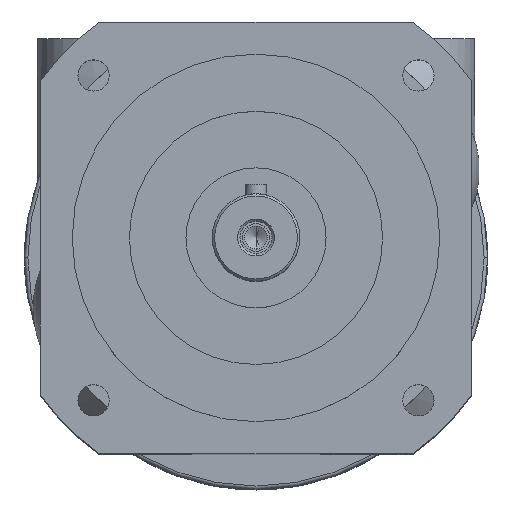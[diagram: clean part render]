
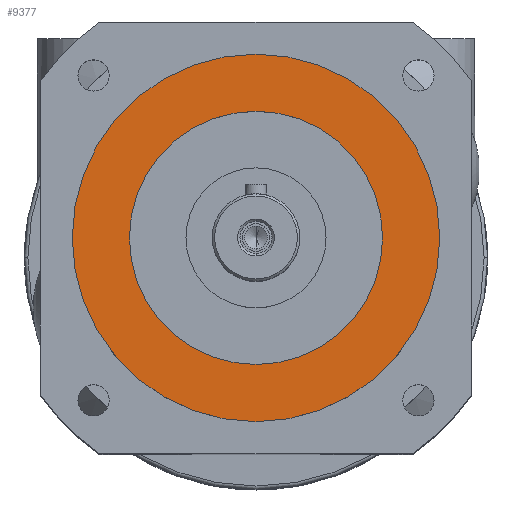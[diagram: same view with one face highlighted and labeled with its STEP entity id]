
A CAD part, top view. The second image highlights one B-rep face of the part: STEP entity #9377.
In plain terms, the highlighted face is planar.
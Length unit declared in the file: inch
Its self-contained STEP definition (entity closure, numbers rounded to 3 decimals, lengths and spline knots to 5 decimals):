
#6492 = DIRECTION ( 'NONE',  ( 0., 0., 1. ) ) ;
#6493 = DIRECTION ( 'NONE',  ( 0., 1., 0. ) ) ;
#6494 = CARTESIAN_POINT ( 'NONE',  ( 0., 0.90551, 0. ) ) ;
#6495 = AXIS2_PLACEMENT_3D ( 'NONE', #6494, #6493, #6492 ) ;
#6496 = CIRCLE ( 'NONE', #6495, 1.5748 ) ;
#9225 = ORIENTED_EDGE ( 'NONE', *, *, #9226, .T. ) ;
#9226 = EDGE_CURVE ( 'NONE', #13011, #12927, #6496, .T. ) ;
#9264 = ORIENTED_EDGE ( 'NONE', *, *, #13004, .F. ) ;
#9265 = EDGE_LOOP ( 'NONE', ( #9225, #9482 ) ) ;
#9366 = EDGE_LOOP ( 'NONE', ( #9378, #9264 ) ) ;
#9377 = ADVANCED_FACE ( 'NONE', ( #12332, #12181 ), #12192, .T. ) ;
#9378 = ORIENTED_EDGE ( 'NONE', *, *, #9445, .F. ) ;
#9445 = EDGE_CURVE ( 'NONE', #13014, #12994, #14840, .T. ) ;
#9482 = ORIENTED_EDGE ( 'NONE', *, *, #12926, .T. ) ;
#12157 = DIRECTION ( 'NONE',  ( 0., 0., 1. ) ) ;
#12158 = DIRECTION ( 'NONE',  ( 0., 1., 0. ) ) ;
#12159 = AXIS2_PLACEMENT_3D ( 'NONE', #12191, #12158, #12157 ) ;
#12181 = FACE_OUTER_BOUND ( 'NONE', #9265, .T. ) ;
#12191 = CARTESIAN_POINT ( 'NONE',  ( 0., 0.90551, 0. ) ) ;
#12192 = PLANE ( 'NONE',  #12159 ) ;
#12332 = FACE_BOUND ( 'NONE', #9366, .T. ) ;
#12926 = EDGE_CURVE ( 'NONE', #12927, #13011, #16029, .T. ) ;
#12927 = VERTEX_POINT ( 'NONE', #16024 ) ;
#12994 = VERTEX_POINT ( 'NONE', #16141 ) ;
#13004 = EDGE_CURVE ( 'NONE', #12994, #13014, #16177, .T. ) ;
#13011 = VERTEX_POINT ( 'NONE', #16165 ) ;
#13014 = VERTEX_POINT ( 'NONE', #16160 ) ;
#14836 = DIRECTION ( 'NONE',  ( 0., 0., 1. ) ) ;
#14837 = DIRECTION ( 'NONE',  ( 0., 1., 0. ) ) ;
#14838 = CARTESIAN_POINT ( 'NONE',  ( 0., 0.90551, 0. ) ) ;
#14839 = AXIS2_PLACEMENT_3D ( 'NONE', #14838, #14837, #14836 ) ;
#14840 = CIRCLE ( 'NONE', #14839, 1.085 ) ;
#16024 = CARTESIAN_POINT ( 'NONE',  ( 0., 0.90551, 1.5748 ) ) ;
#16025 = DIRECTION ( 'NONE',  ( 0., 0., 1. ) ) ;
#16026 = DIRECTION ( 'NONE',  ( 0., 1., 0. ) ) ;
#16027 = CARTESIAN_POINT ( 'NONE',  ( 0., 0.90551, 0. ) ) ;
#16028 = AXIS2_PLACEMENT_3D ( 'NONE', #16027, #16026, #16025 ) ;
#16029 = CIRCLE ( 'NONE', #16028, 1.5748 ) ;
#16141 = CARTESIAN_POINT ( 'NONE',  ( 0., 0.90551, -1.085 ) ) ;
#16160 = CARTESIAN_POINT ( 'NONE',  ( 0., 0.90551, 1.085 ) ) ;
#16165 = CARTESIAN_POINT ( 'NONE',  ( 0., 0.90551, -1.5748 ) ) ;
#16173 = DIRECTION ( 'NONE',  ( 0., 0., 1. ) ) ;
#16174 = DIRECTION ( 'NONE',  ( 0., 1., 0. ) ) ;
#16175 = CARTESIAN_POINT ( 'NONE',  ( 0., 0.90551, 0. ) ) ;
#16176 = AXIS2_PLACEMENT_3D ( 'NONE', #16175, #16174, #16173 ) ;
#16177 = CIRCLE ( 'NONE', #16176, 1.085 ) ;
